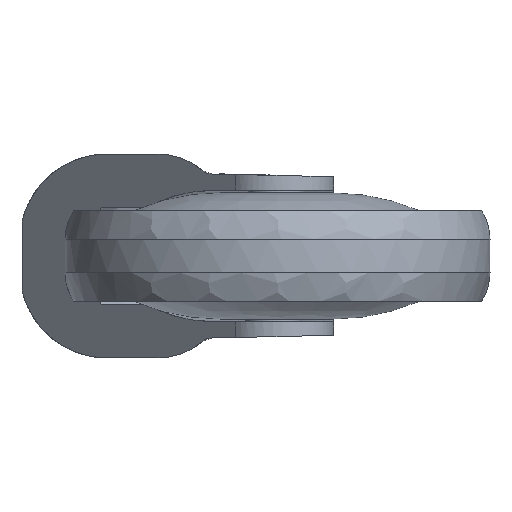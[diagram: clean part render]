
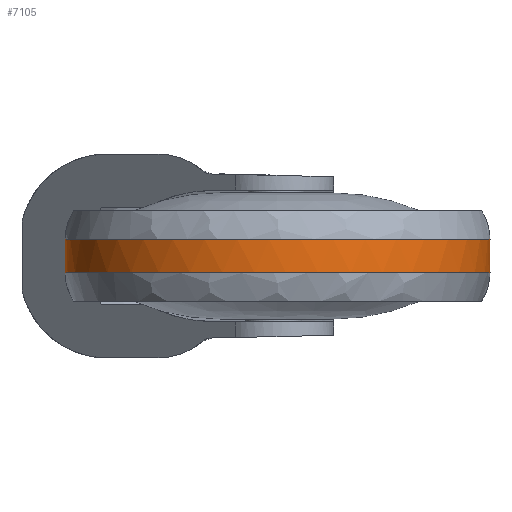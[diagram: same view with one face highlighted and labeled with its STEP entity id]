
A CAD part, front view. The second image highlights one B-rep face of the part: STEP entity #7105.
In plain terms, the highlighted free-form (B-spline) face has degree [2, 1] with [5, 2] control points.
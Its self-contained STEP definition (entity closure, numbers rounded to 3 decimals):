
#7105 = ADVANCED_FACE('',(#7106),#7142,.T.);
#7106 = FACE_BOUND('',#7107,.T.);
#7107 = EDGE_LOOP('',(#7108,#7120,#7127,#7137));
#7108 = ORIENTED_EDGE('',*,*,#7109,.F.);
#7109 = EDGE_CURVE('',#7110,#7112,#7114,.T.);
#7110 = VERTEX_POINT('',#7111);
#7111 = CARTESIAN_POINT('',(-36.311,-253.077,
    -8.803));
#7112 = VERTEX_POINT('',#7113);
#7113 = CARTESIAN_POINT('',(183.756,-253.077,
    -8.803));
#7114 = ( BOUNDED_CURVE() B_SPLINE_CURVE(2,(#7115,#7116,#7117,#7118,
#7119),.UNSPECIFIED.,.F.,.F.) B_SPLINE_CURVE_WITH_KNOTS((3,2,3),(
    3.142,4.712,6.283),
.PIECEWISE_BEZIER_KNOTS.) CURVE() GEOMETRIC_REPRESENTATION_ITEM() 
RATIONAL_B_SPLINE_CURVE((1.,0.707,1.,0.707,1.)) 
REPRESENTATION_ITEM('') );
#7115 = CARTESIAN_POINT('',(-36.311,-253.077,
    -8.803));
#7116 = CARTESIAN_POINT('',(-36.311,-363.11,
    -8.803));
#7117 = CARTESIAN_POINT('',(73.722,-363.11,
    -8.803));
#7118 = CARTESIAN_POINT('',(183.756,-363.11,
    -8.803));
#7119 = CARTESIAN_POINT('',(183.756,-253.077,
    -8.803));
#7120 = ORIENTED_EDGE('',*,*,#7121,.F.);
#7121 = EDGE_CURVE('',#7122,#7110,#7124,.T.);
#7122 = VERTEX_POINT('',#7123);
#7123 = CARTESIAN_POINT('',(-36.311,-253.077,
    8.803));
#7124 = B_SPLINE_CURVE_WITH_KNOTS('',1,(#7125,#7126),.UNSPECIFIED.,.F.,
  .F.,(2,2),(0.,12.),.PIECEWISE_BEZIER_KNOTS.);
#7125 = CARTESIAN_POINT('',(-36.311,-253.077,
    8.803));
#7126 = CARTESIAN_POINT('',(-36.311,-253.077,
    -8.803));
#7127 = ORIENTED_EDGE('',*,*,#7128,.F.);
#7128 = EDGE_CURVE('',#7129,#7122,#7131,.T.);
#7129 = VERTEX_POINT('',#7130);
#7130 = CARTESIAN_POINT('',(183.756,-253.077,
    8.803));
#7131 = ( BOUNDED_CURVE() B_SPLINE_CURVE(2,(#7132,#7133,#7134,#7135,
#7136),.UNSPECIFIED.,.F.,.F.) B_SPLINE_CURVE_WITH_KNOTS((3,2,3),(0.,
1.571,3.142),.PIECEWISE_BEZIER_KNOTS.) CURVE() 
GEOMETRIC_REPRESENTATION_ITEM() RATIONAL_B_SPLINE_CURVE((1.,
0.707,1.,0.707,1.)) REPRESENTATION_ITEM('') );
#7132 = CARTESIAN_POINT('',(183.756,-253.077,
    8.803));
#7133 = CARTESIAN_POINT('',(183.756,-363.11,
    8.803));
#7134 = CARTESIAN_POINT('',(73.722,-363.11,
    8.803));
#7135 = CARTESIAN_POINT('',(-36.311,-363.11,
    8.803));
#7136 = CARTESIAN_POINT('',(-36.311,-253.077,
    8.803));
#7137 = ORIENTED_EDGE('',*,*,#7138,.F.);
#7138 = EDGE_CURVE('',#7112,#7129,#7139,.T.);
#7139 = B_SPLINE_CURVE_WITH_KNOTS('',1,(#7140,#7141),.UNSPECIFIED.,.F.,
  .F.,(2,2),(0.,12.),.PIECEWISE_BEZIER_KNOTS.);
#7140 = CARTESIAN_POINT('',(183.756,-253.077,
    -8.803));
#7141 = CARTESIAN_POINT('',(183.756,-253.077,
    8.803));
#7142 = ( BOUNDED_SURFACE() B_SPLINE_SURFACE(2,1,(
    (#7143,#7144)
    ,(#7145,#7146)
    ,(#7147,#7148)
    ,(#7149,#7150)
    ,(#7151,#7152
)),.UNSPECIFIED.,.F.,.F.,.F.) B_SPLINE_SURFACE_WITH_KNOTS((3,2,3),(2,2),
  (0.,1.571,3.142),(0.,12.),.PIECEWISE_BEZIER_KNOTS.) 
GEOMETRIC_REPRESENTATION_ITEM() RATIONAL_B_SPLINE_SURFACE((
    (1.,1.)
    ,(0.707,0.707)
    ,(1.,1.)
    ,(0.707,0.707)
,(1.,1.))) REPRESENTATION_ITEM('') SURFACE() );
#7143 = CARTESIAN_POINT('',(-36.311,-253.077,
    8.803));
#7144 = CARTESIAN_POINT('',(-36.311,-253.077,
    -8.803));
#7145 = CARTESIAN_POINT('',(-36.311,-363.11,
    8.803));
#7146 = CARTESIAN_POINT('',(-36.311,-363.11,
    -8.803));
#7147 = CARTESIAN_POINT('',(73.722,-363.11,
    8.803));
#7148 = CARTESIAN_POINT('',(73.722,-363.11,
    -8.803));
#7149 = CARTESIAN_POINT('',(183.756,-363.11,
    8.803));
#7150 = CARTESIAN_POINT('',(183.756,-363.11,
    -8.803));
#7151 = CARTESIAN_POINT('',(183.756,-253.077,
    8.803));
#7152 = CARTESIAN_POINT('',(183.756,-253.077,
    -8.803));
